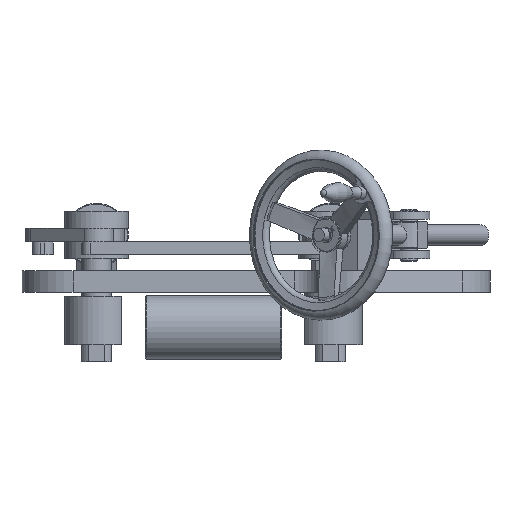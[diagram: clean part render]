
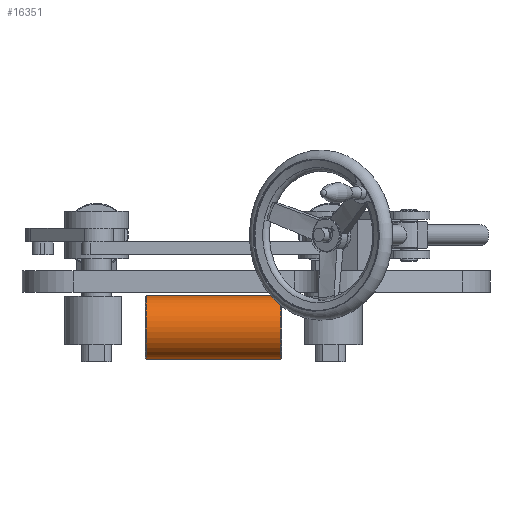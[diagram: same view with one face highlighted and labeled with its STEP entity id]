
A CAD part, left-side view. The second image highlights one B-rep face of the part: STEP entity #16351.
In plain terms, the highlighted cylindrical face has radius 37.5 mm (diameter 75 mm), a full revolution.
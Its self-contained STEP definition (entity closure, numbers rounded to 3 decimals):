
#229 = AXIS2_PLACEMENT_3D ( 'NONE', #3436, #9199, #2044 ) ;
#294 = VERTEX_POINT ( 'NONE', #10992 ) ;
#517 = DIRECTION ( 'NONE',  ( 0., -1., 0. ) ) ;
#617 = ORIENTED_EDGE ( 'NONE', *, *, #6452, .T. ) ;
#1308 = EDGE_LOOP ( 'NONE', ( #617 ) ) ;
#2044 = DIRECTION ( 'NONE',  ( -0.033, 0., -0.999 ) ) ;
#3436 = CARTESIAN_POINT ( 'NONE',  ( -317.742, 69.164, -61. ) ) ;
#4725 = FACE_OUTER_BOUND ( 'NONE', #10137, .T. ) ;
#5085 = DIRECTION ( 'NONE',  ( 0.033, 0., 0.999 ) ) ;
#6262 = VERTEX_POINT ( 'NONE', #11932 ) ;
#6452 = EDGE_CURVE ( 'NONE', #294, #294, #13434, .T. ) ;
#7309 = AXIS2_PLACEMENT_3D ( 'NONE', #14790, #517, #5085 ) ;
#9053 = CYLINDRICAL_SURFACE ( 'NONE', #7309, 37.5 ) ;
#9199 = DIRECTION ( 'NONE',  ( 0., -1., 0. ) ) ;
#9779 = ORIENTED_EDGE ( 'NONE', *, *, #17858, .T. ) ;
#10137 = EDGE_LOOP ( 'NONE', ( #9779 ) ) ;
#10992 = CARTESIAN_POINT ( 'NONE',  ( -318.984, 69.164, -98.479 ) ) ;
#11932 = CARTESIAN_POINT ( 'NONE',  ( -318.984, -88.836, -98.479 ) ) ;
#13434 = CIRCLE ( 'NONE', #229, 37.5 ) ;
#13654 = FACE_OUTER_BOUND ( 'NONE', #1308, .T. ) ;
#13978 = CARTESIAN_POINT ( 'NONE',  ( -317.742, -88.836, -61. ) ) ;
#14566 = CIRCLE ( 'NONE', #15465, 37.5 ) ;
#14790 = CARTESIAN_POINT ( 'NONE',  ( -317.742, 70.164, -61. ) ) ;
#15295 = DIRECTION ( 'NONE',  ( 0., 1., 0. ) ) ;
#15465 = AXIS2_PLACEMENT_3D ( 'NONE', #13978, #15295, #18496 ) ;
#16351 = ADVANCED_FACE ( 'NONE', ( #4725, #13654 ), #9053, .T. ) ;
#17858 = EDGE_CURVE ( 'NONE', #6262, #6262, #14566, .T. ) ;
#18496 = DIRECTION ( 'NONE',  ( -0.033, 0., -0.999 ) ) ;
